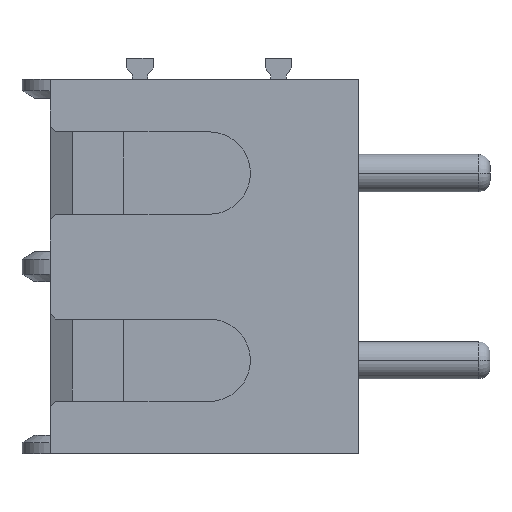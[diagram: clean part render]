
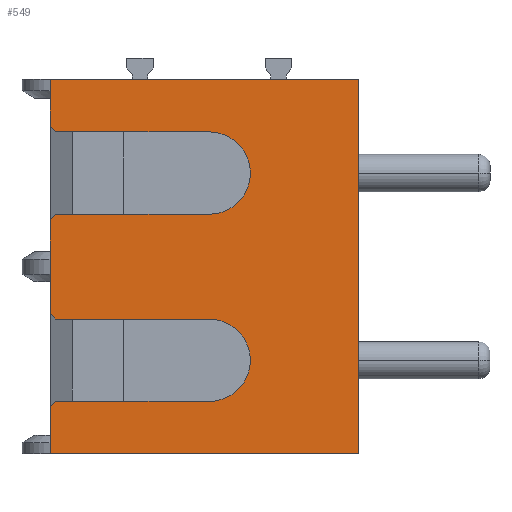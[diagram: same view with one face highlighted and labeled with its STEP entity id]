
A CAD part, front view. The second image highlights one B-rep face of the part: STEP entity #549.
In plain terms, the highlighted planar face has unit normal (0, -1, 0).
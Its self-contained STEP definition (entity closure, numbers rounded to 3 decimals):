
#549=ADVANCED_FACE('',(#1188),#1189,.T.);
#1188=FACE_OUTER_BOUND('',#1908,.T.);
#1189=PLANE('',#1909);
#1908=EDGE_LOOP('',(#3543,#3544,#3545,#3546,#3547,#3548,#3549,#3550,#3551,#3552,#3553,#3554,#3555,#3556,#3557,#3558,#3559,#3560));
#1909=AXIS2_PLACEMENT_3D('',#3561,#3562,#3563);
#3543=ORIENTED_EDGE('',*,*,#4931,.F.);
#3544=ORIENTED_EDGE('',*,*,#4425,.T.);
#3545=ORIENTED_EDGE('',*,*,#4493,.F.);
#3546=ORIENTED_EDGE('',*,*,#4489,.T.);
#3547=ORIENTED_EDGE('',*,*,#4669,.T.);
#3548=ORIENTED_EDGE('',*,*,#4413,.F.);
#3549=ORIENTED_EDGE('',*,*,#4955,.F.);
#3550=ORIENTED_EDGE('',*,*,#4781,.T.);
#3551=ORIENTED_EDGE('',*,*,#4819,.T.);
#3552=ORIENTED_EDGE('',*,*,#4906,.F.);
#3553=ORIENTED_EDGE('',*,*,#4902,.T.);
#3554=ORIENTED_EDGE('',*,*,#4464,.T.);
#3555=ORIENTED_EDGE('',*,*,#4338,.F.);
#3556=ORIENTED_EDGE('',*,*,#4956,.F.);
#3557=ORIENTED_EDGE('',*,*,#4957,.T.);
#3558=ORIENTED_EDGE('',*,*,#4958,.T.);
#3559=ORIENTED_EDGE('',*,*,#4959,.F.);
#3560=ORIENTED_EDGE('',*,*,#4960,.T.);
#3561=CARTESIAN_POINT('',(47.973,39.003,32.107));
#3562=DIRECTION('',(0.,-1.0,0.));
#3563=DIRECTION('',(1.0,0.,0.));
#4338=EDGE_CURVE('',#5189,#5190,#5191,.T.);
#4413=EDGE_CURVE('',#5316,#5318,#5319,.T.);
#4425=EDGE_CURVE('',#5340,#5338,#5341,.T.);
#4464=EDGE_CURVE('',#5405,#5190,#5412,.T.);
#4489=EDGE_CURVE('',#5453,#5451,#5454,.T.);
#4493=EDGE_CURVE('',#5453,#5338,#5459,.T.);
#4669=EDGE_CURVE('',#5451,#5318,#5724,.T.);
#4781=EDGE_CURVE('',#5880,#5878,#5881,.T.);
#4819=EDGE_CURVE('',#5878,#5930,#5932,.T.);
#4902=EDGE_CURVE('',#6051,#5405,#6054,.T.);
#4906=EDGE_CURVE('',#6051,#5930,#6059,.T.);
#4931=EDGE_CURVE('',#5340,#6094,#6095,.T.);
#4955=EDGE_CURVE('',#5880,#5316,#6131,.T.);
#4956=EDGE_CURVE('',#6132,#5189,#6133,.T.);
#4957=EDGE_CURVE('',#6132,#6134,#6135,.T.);
#4958=EDGE_CURVE('',#6134,#6136,#6137,.T.);
#4959=EDGE_CURVE('',#6138,#6136,#6139,.T.);
#4960=EDGE_CURVE('',#6138,#6094,#6140,.T.);
#5189=VERTEX_POINT('',#6444);
#5190=VERTEX_POINT('',#6445);
#5191=CIRCLE('',#6446,1.1);
#5316=VERTEX_POINT('',#6647);
#5318=VERTEX_POINT('',#6650);
#5319=CIRCLE('',#6651,1.1);
#5338=VERTEX_POINT('',#6674);
#5340=VERTEX_POINT('',#6677);
#5341=LINE('',#6678,#6679);
#5405=VERTEX_POINT('',#6767);
#5412=LINE('',#6778,#6779);
#5451=VERTEX_POINT('',#6824);
#5453=VERTEX_POINT('',#6827);
#5454=LINE('',#6828,#6829);
#5459=LINE('',#6836,#6837);
#5724=LINE('',#7342,#7343);
#5878=VERTEX_POINT('',#7556);
#5880=VERTEX_POINT('',#7559);
#5881=LINE('',#7560,#7561);
#5930=VERTEX_POINT('',#7632);
#5932=LINE('',#7635,#7636);
#6051=VERTEX_POINT('',#7916);
#6054=LINE('',#7921,#7922);
#6059=LINE('',#7929,#7930);
#6094=VERTEX_POINT('',#7991);
#6095=LINE('',#7992,#7993);
#6131=CIRCLE('',#8040,1.1);
#6132=VERTEX_POINT('',#8041);
#6133=CIRCLE('',#8042,1.1);
#6134=VERTEX_POINT('',#8043);
#6135=LINE('',#8044,#8045);
#6136=VERTEX_POINT('',#8046);
#6137=LINE('',#8047,#8048);
#6138=VERTEX_POINT('',#8049);
#6139=LINE('',#8050,#8051);
#6140=LINE('',#8052,#8053);
#6444=CARTESIAN_POINT('',(45.773,39.003,30.121));
#6445=CARTESIAN_POINT('',(44.673,39.003,31.221));
#6446=AXIS2_PLACEMENT_3D('',#8751,#8752,#8753);
#6647=CARTESIAN_POINT('',(45.773,39.003,35.121));
#6650=CARTESIAN_POINT('',(44.673,39.003,36.221));
#6651=AXIS2_PLACEMENT_3D('',#8840,#8841,#8842);
#6674=CARTESIAN_POINT('',(40.423,39.003,37.621));
#6677=CARTESIAN_POINT('',(48.673,39.003,37.621));
#6678=CARTESIAN_POINT('',(95.372,39.003,37.621));
#6679=VECTOR('',#8860,1.0);
#6767=CARTESIAN_POINT('',(40.573,39.003,31.221));
#6778=CARTESIAN_POINT('',(95.372,39.003,31.221));
#6779=VECTOR('',#8910,1.0);
#6824=CARTESIAN_POINT('',(40.573,39.003,36.221));
#6827=CARTESIAN_POINT('',(40.423,39.003,36.371));
#6828=CARTESIAN_POINT('',(95.372,39.003,-18.579));
#6829=VECTOR('',#8951,1.0);
#6836=CARTESIAN_POINT('',(40.423,39.003,-6.382));
#6837=VECTOR('',#8954,1.0);
#7342=CARTESIAN_POINT('',(95.372,39.003,36.221));
#7343=VECTOR('',#9141,1.0);
#7556=CARTESIAN_POINT('',(40.573,39.003,34.021));
#7559=CARTESIAN_POINT('',(44.673,39.003,34.021));
#7560=CARTESIAN_POINT('',(95.372,39.003,34.021));
#7561=VECTOR('',#9280,1.0);
#7632=CARTESIAN_POINT('',(40.423,39.003,33.871));
#7635=CARTESIAN_POINT('',(95.372,39.003,88.82));
#7636=VECTOR('',#9319,1.0);
#7916=CARTESIAN_POINT('',(40.423,39.003,31.371));
#7921=CARTESIAN_POINT('',(95.372,39.003,-23.579));
#7922=VECTOR('',#9411,1.0);
#7929=CARTESIAN_POINT('',(40.423,39.003,-6.382));
#7930=VECTOR('',#9414,1.0);
#7991=CARTESIAN_POINT('',(48.673,39.003,27.621));
#7992=CARTESIAN_POINT('',(48.673,39.003,-6.382));
#7993=VECTOR('',#9435,1.0);
#8040=AXIS2_PLACEMENT_3D('',#9465,#9466,#9467);
#8041=CARTESIAN_POINT('',(44.673,39.003,29.021));
#8042=AXIS2_PLACEMENT_3D('',#9468,#9469,#9470);
#8043=CARTESIAN_POINT('',(40.573,39.003,29.021));
#8044=CARTESIAN_POINT('',(95.372,39.003,29.021));
#8045=VECTOR('',#9471,1.0);
#8046=CARTESIAN_POINT('',(40.423,39.003,28.871));
#8047=CARTESIAN_POINT('',(95.372,39.003,83.82));
#8048=VECTOR('',#9472,1.0);
#8049=CARTESIAN_POINT('',(40.423,39.003,27.621));
#8050=CARTESIAN_POINT('',(40.423,39.003,-6.382));
#8051=VECTOR('',#9473,1.0);
#8052=CARTESIAN_POINT('',(95.372,39.003,27.621));
#8053=VECTOR('',#9474,1.0);
#8751=CARTESIAN_POINT('',(44.673,39.003,30.121));
#8752=DIRECTION('',(0.,-1.0,0.));
#8753=DIRECTION('',(1.0,0.,0.));
#8840=CARTESIAN_POINT('',(44.673,39.003,35.121));
#8841=DIRECTION('',(0.,-1.0,0.));
#8842=DIRECTION('',(1.0,0.,0.));
#8860=DIRECTION('',(-1.0,0.,0.));
#8910=DIRECTION('',(1.0,0.,0.));
#8951=DIRECTION('',(0.707,0.,-0.707));
#8954=DIRECTION('',(0.,0.,1.0));
#9141=DIRECTION('',(1.0,0.,0.));
#9280=DIRECTION('',(-1.0,0.,0.));
#9319=DIRECTION('',(-0.707,0.,-0.707));
#9411=DIRECTION('',(0.707,0.,-0.707));
#9414=DIRECTION('',(0.,0.,1.0));
#9435=DIRECTION('',(0.,0.,-1.0));
#9465=CARTESIAN_POINT('',(44.673,39.003,35.121));
#9466=DIRECTION('',(0.,-1.0,0.));
#9467=DIRECTION('',(1.0,0.,0.));
#9468=CARTESIAN_POINT('',(44.673,39.003,30.121));
#9469=DIRECTION('',(0.,-1.0,0.));
#9470=DIRECTION('',(1.0,0.,0.));
#9471=DIRECTION('',(-1.0,0.,0.));
#9472=DIRECTION('',(-0.707,0.,-0.707));
#9473=DIRECTION('',(0.,0.,1.0));
#9474=DIRECTION('',(1.0,0.,0.));
